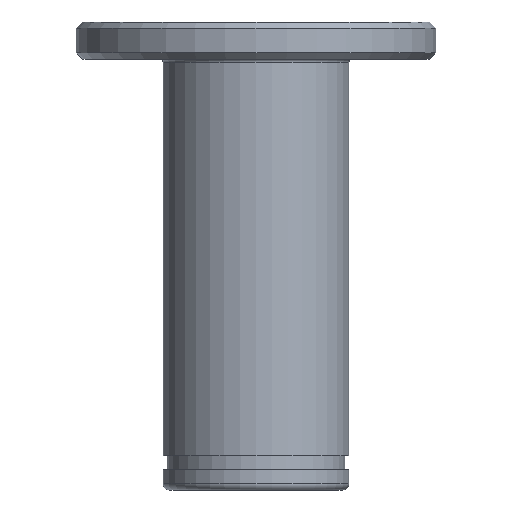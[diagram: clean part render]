
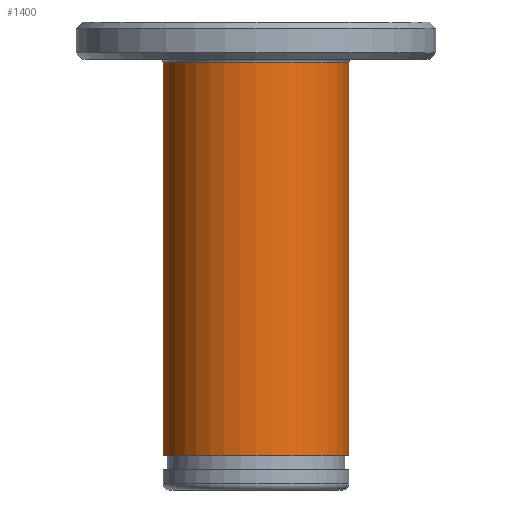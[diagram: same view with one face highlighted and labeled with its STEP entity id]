
A CAD part, front view. The second image highlights one B-rep face of the part: STEP entity #1400.
In plain terms, the highlighted cylindrical face has radius 7.5 mm (diameter 15 mm), a partial arc.
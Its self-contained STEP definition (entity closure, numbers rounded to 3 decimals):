
#22 = CARTESIAN_POINT ( 'NONE',  ( 0., 0., 2.75 ) ) ;
#27 = CARTESIAN_POINT ( 'NONE',  ( 0., 0., 34.75 ) ) ;
#57 = CIRCLE ( 'NONE', #1404, 7.5 ) ;
#103 = AXIS2_PLACEMENT_3D ( 'NONE', #27, #1046, #1309 ) ;
#107 = ORIENTED_EDGE ( 'NONE', *, *, #1326, .T. ) ;
#111 = CARTESIAN_POINT ( 'NONE',  ( 7.5, 0., 34.75 ) ) ;
#159 = VECTOR ( 'NONE', #1646, 1000. ) ;
#266 = VERTEX_POINT ( 'NONE', #1043 ) ;
#271 = AXIS2_PLACEMENT_3D ( 'NONE', #22, #940, #425 ) ;
#319 = VERTEX_POINT ( 'NONE', #1440 ) ;
#376 = LINE ( 'NONE', #111, #159 ) ;
#412 = ORIENTED_EDGE ( 'NONE', *, *, #1101, .F. ) ;
#425 = DIRECTION ( 'NONE',  ( 1., 0., 0. ) ) ;
#458 = FACE_OUTER_BOUND ( 'NONE', #829, .T. ) ;
#512 = VERTEX_POINT ( 'NONE', #537 ) ;
#537 = CARTESIAN_POINT ( 'NONE',  ( -7.5, 0., 34.5 ) ) ;
#545 = CARTESIAN_POINT ( 'NONE',  ( 0., 0., 34.5 ) ) ;
#591 = ORIENTED_EDGE ( 'NONE', *, *, #887, .T. ) ;
#720 = VERTEX_POINT ( 'NONE', #1216 ) ;
#804 = VECTOR ( 'NONE', #1377, 1000. ) ;
#829 = EDGE_LOOP ( 'NONE', ( #412, #107, #591, #1346 ) ) ;
#887 = EDGE_CURVE ( 'NONE', #512, #266, #1139, .T. ) ;
#940 = DIRECTION ( 'NONE',  ( 0., 0., 1. ) ) ;
#1003 = CARTESIAN_POINT ( 'NONE',  ( -7.5, 0., 34.75 ) ) ;
#1043 = CARTESIAN_POINT ( 'NONE',  ( -7.5, 0., 2.75 ) ) ;
#1046 = DIRECTION ( 'NONE',  ( 0., 0., -1. ) ) ;
#1067 = DIRECTION ( 'NONE',  ( 0., 0., -1. ) ) ;
#1101 = EDGE_CURVE ( 'NONE', #319, #720, #376, .T. ) ;
#1139 = LINE ( 'NONE', #1003, #804 ) ;
#1216 = CARTESIAN_POINT ( 'NONE',  ( 7.5, 0., 2.75 ) ) ;
#1309 = DIRECTION ( 'NONE',  ( -1., 0., 0. ) ) ;
#1326 = EDGE_CURVE ( 'NONE', #319, #512, #57, .T. ) ;
#1346 = ORIENTED_EDGE ( 'NONE', *, *, #1407, .T. ) ;
#1377 = DIRECTION ( 'NONE',  ( 0., 0., -1. ) ) ;
#1381 = CYLINDRICAL_SURFACE ( 'NONE', #103, 7.5 ) ;
#1400 = ADVANCED_FACE ( 'NONE', ( #458 ), #1381, .T. ) ;
#1404 = AXIS2_PLACEMENT_3D ( 'NONE', #545, #1067, #1555 ) ;
#1407 = EDGE_CURVE ( 'NONE', #266, #720, #1505, .T. ) ;
#1440 = CARTESIAN_POINT ( 'NONE',  ( 7.5, 0., 34.5 ) ) ;
#1505 = CIRCLE ( 'NONE', #271, 7.5 ) ;
#1555 = DIRECTION ( 'NONE',  ( 1., 0., 0. ) ) ;
#1646 = DIRECTION ( 'NONE',  ( 0., 0., -1. ) ) ;
